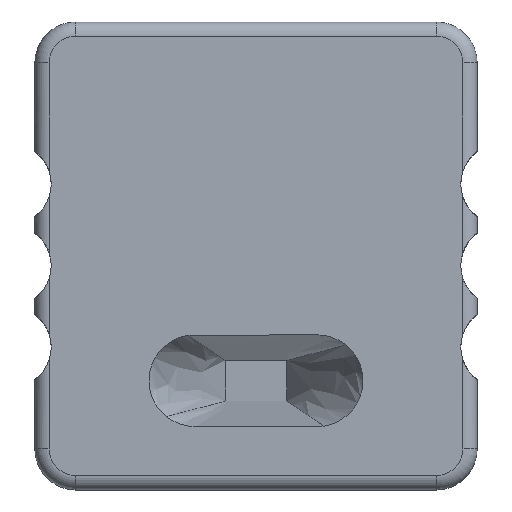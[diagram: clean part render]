
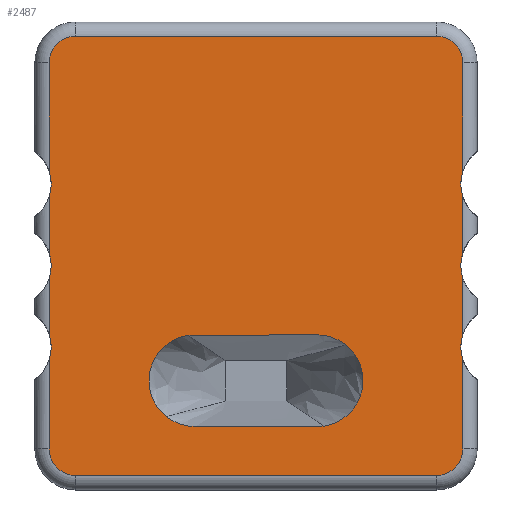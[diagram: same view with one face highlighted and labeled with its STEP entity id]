
A CAD part, top view. The second image highlights one B-rep face of the part: STEP entity #2487.
In plain terms, the highlighted planar face has unit normal (0, 0, 1).
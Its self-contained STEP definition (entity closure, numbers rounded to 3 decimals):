
#31=FACE_BOUND('',#404,.T.);
#49=B_SPLINE_CURVE_WITH_KNOTS('',3,(#4206,#4207,#4208,#4209,#4210,#4211,
#4212,#4213),.UNSPECIFIED.,.F.,.F.,(4,2,2,4),(0.,0.043,0.808,
1.),.UNSPECIFIED.);
#50=B_SPLINE_CURVE_WITH_KNOTS('',3,(#4215,#4216,#4217,#4218,#4219,#4220,
#4221),.UNSPECIFIED.,.F.,.F.,(4,1,1,1,4),(0.,0.286,0.571,
0.786,1.),.UNSPECIFIED.);
#51=B_SPLINE_CURVE_WITH_KNOTS('',3,(#4223,#4224,#4225,#4226,#4227,#4228,
#4229,#4230),.UNSPECIFIED.,.F.,.F.,(4,2,2,4),(0.,0.043,0.808,
1.),.UNSPECIFIED.);
#52=B_SPLINE_CURVE_WITH_KNOTS('',3,(#4231,#4232,#4233,#4234,#4235,#4236,
#4237),.UNSPECIFIED.,.F.,.F.,(4,1,1,1,4),(0.,0.286,0.571,
0.786,1.),.UNSPECIFIED.);
#157=PLANE('',#2698);
#263=FACE_OUTER_BOUND('',#403,.T.);
#403=EDGE_LOOP('',(#2068,#2069,#2070,#2071,#2072,#2073,#2074,#2075,#2076,
#2077,#2078,#2079,#2080,#2081,#2082,#2083,#2084,#2085,#2086,#2087));
#404=EDGE_LOOP('',(#2088,#2089,#2090,#2091));
#536=CIRCLE('',#2696,2.);
#538=CIRCLE('',#2699,2.);
#539=CIRCLE('',#2700,1.3);
#540=CIRCLE('',#2701,1.3);
#541=CIRCLE('',#2702,2.);
#542=CIRCLE('',#2703,2.);
#543=CIRCLE('',#2704,2.);
#544=CIRCLE('',#2705,1.3);
#545=CIRCLE('',#2706,1.3);
#546=CIRCLE('',#2707,2.);
#715=LINE('',#4144,#948);
#718=LINE('',#4172,#951);
#719=LINE('',#4176,#952);
#720=LINE('',#4180,#953);
#721=LINE('',#4184,#954);
#722=LINE('',#4188,#955);
#723=LINE('',#4192,#956);
#724=LINE('',#4196,#957);
#725=LINE('',#4200,#958);
#726=LINE('',#4203,#959);
#948=VECTOR('',#3221,10.);
#951=VECTOR('',#3234,10.);
#952=VECTOR('',#3237,10.);
#953=VECTOR('',#3240,10.);
#954=VECTOR('',#3243,10.);
#955=VECTOR('',#3246,10.);
#956=VECTOR('',#3249,10.);
#957=VECTOR('',#3252,10.);
#958=VECTOR('',#3255,10.);
#959=VECTOR('',#3258,10.);
#1189=VERTEX_POINT('',#4111);
#1192=VERTEX_POINT('',#4129);
#1193=VERTEX_POINT('',#4146);
#1197=VERTEX_POINT('',#4169);
#1198=VERTEX_POINT('',#4171);
#1199=VERTEX_POINT('',#4173);
#1200=VERTEX_POINT('',#4175);
#1201=VERTEX_POINT('',#4177);
#1202=VERTEX_POINT('',#4179);
#1203=VERTEX_POINT('',#4181);
#1204=VERTEX_POINT('',#4183);
#1205=VERTEX_POINT('',#4185);
#1206=VERTEX_POINT('',#4187);
#1207=VERTEX_POINT('',#4189);
#1208=VERTEX_POINT('',#4191);
#1209=VERTEX_POINT('',#4193);
#1210=VERTEX_POINT('',#4195);
#1211=VERTEX_POINT('',#4197);
#1212=VERTEX_POINT('',#4199);
#1213=VERTEX_POINT('',#4201);
#1214=VERTEX_POINT('',#4204);
#1215=VERTEX_POINT('',#4205);
#1216=VERTEX_POINT('',#4214);
#1217=VERTEX_POINT('',#4222);
#1504=EDGE_CURVE('',#1192,#1189,#715,.T.);
#1505=EDGE_CURVE('',#1193,#1189,#536,.T.);
#1510=EDGE_CURVE('',#1192,#1197,#538,.T.);
#1511=EDGE_CURVE('',#1198,#1197,#718,.T.);
#1512=EDGE_CURVE('',#1199,#1198,#539,.T.);
#1513=EDGE_CURVE('',#1200,#1199,#719,.T.);
#1514=EDGE_CURVE('',#1201,#1200,#540,.T.);
#1515=EDGE_CURVE('',#1202,#1201,#720,.T.);
#1516=EDGE_CURVE('',#1202,#1203,#541,.T.);
#1517=EDGE_CURVE('',#1204,#1203,#721,.T.);
#1518=EDGE_CURVE('',#1204,#1205,#542,.T.);
#1519=EDGE_CURVE('',#1206,#1205,#722,.T.);
#1520=EDGE_CURVE('',#1206,#1207,#543,.T.);
#1521=EDGE_CURVE('',#1208,#1207,#723,.T.);
#1522=EDGE_CURVE('',#1209,#1208,#544,.T.);
#1523=EDGE_CURVE('',#1210,#1209,#724,.T.);
#1524=EDGE_CURVE('',#1211,#1210,#545,.T.);
#1525=EDGE_CURVE('',#1212,#1211,#725,.T.);
#1526=EDGE_CURVE('',#1212,#1213,#546,.T.);
#1527=EDGE_CURVE('',#1193,#1213,#726,.T.);
#1528=EDGE_CURVE('',#1214,#1215,#49,.T.);
#1529=EDGE_CURVE('',#1215,#1216,#50,.T.);
#1530=EDGE_CURVE('',#1216,#1217,#51,.T.);
#1531=EDGE_CURVE('',#1217,#1214,#52,.T.);
#2068=ORIENTED_EDGE('',*,*,#1504,.F.);
#2069=ORIENTED_EDGE('',*,*,#1510,.T.);
#2070=ORIENTED_EDGE('',*,*,#1511,.F.);
#2071=ORIENTED_EDGE('',*,*,#1512,.F.);
#2072=ORIENTED_EDGE('',*,*,#1513,.F.);
#2073=ORIENTED_EDGE('',*,*,#1514,.F.);
#2074=ORIENTED_EDGE('',*,*,#1515,.F.);
#2075=ORIENTED_EDGE('',*,*,#1516,.T.);
#2076=ORIENTED_EDGE('',*,*,#1517,.F.);
#2077=ORIENTED_EDGE('',*,*,#1518,.T.);
#2078=ORIENTED_EDGE('',*,*,#1519,.F.);
#2079=ORIENTED_EDGE('',*,*,#1520,.T.);
#2080=ORIENTED_EDGE('',*,*,#1521,.F.);
#2081=ORIENTED_EDGE('',*,*,#1522,.F.);
#2082=ORIENTED_EDGE('',*,*,#1523,.F.);
#2083=ORIENTED_EDGE('',*,*,#1524,.F.);
#2084=ORIENTED_EDGE('',*,*,#1525,.F.);
#2085=ORIENTED_EDGE('',*,*,#1526,.T.);
#2086=ORIENTED_EDGE('',*,*,#1527,.F.);
#2087=ORIENTED_EDGE('',*,*,#1505,.T.);
#2088=ORIENTED_EDGE('',*,*,#1528,.T.);
#2089=ORIENTED_EDGE('',*,*,#1529,.T.);
#2090=ORIENTED_EDGE('',*,*,#1530,.T.);
#2091=ORIENTED_EDGE('',*,*,#1531,.T.);
#2487=ADVANCED_FACE('',(#263,#31),#157,.T.);
#2696=AXIS2_PLACEMENT_3D('',#4147,#3224,#3225);
#2698=AXIS2_PLACEMENT_3D('',#4168,#3230,#3231);
#2699=AXIS2_PLACEMENT_3D('',#4170,#3232,#3233);
#2700=AXIS2_PLACEMENT_3D('',#4174,#3235,#3236);
#2701=AXIS2_PLACEMENT_3D('',#4178,#3238,#3239);
#2702=AXIS2_PLACEMENT_3D('',#4182,#3241,#3242);
#2703=AXIS2_PLACEMENT_3D('',#4186,#3244,#3245);
#2704=AXIS2_PLACEMENT_3D('',#4190,#3247,#3248);
#2705=AXIS2_PLACEMENT_3D('',#4194,#3250,#3251);
#2706=AXIS2_PLACEMENT_3D('',#4198,#3253,#3254);
#2707=AXIS2_PLACEMENT_3D('',#4202,#3256,#3257);
#3221=DIRECTION('',(0.,1.,0.));
#3224=DIRECTION('center_axis',(0.,0.,
-1.));
#3225=DIRECTION('ref_axis',(-1.,0.,0.));
#3230=DIRECTION('center_axis',(0.,0.,
1.));
#3231=DIRECTION('ref_axis',(1.,0.,0.));
#3232=DIRECTION('center_axis',(0.,0.,
-1.));
#3233=DIRECTION('ref_axis',(-1.,0.,0.));
#3234=DIRECTION('',(0.,1.,0.));
#3235=DIRECTION('center_axis',(0.,0.,
-1.));
#3236=DIRECTION('ref_axis',(-0.707,-0.707,0.));
#3237=DIRECTION('',(-1.,0.,0.));
#3238=DIRECTION('center_axis',(0.,0.,
-1.));
#3239=DIRECTION('ref_axis',(0.707,-0.707,0.));
#3240=DIRECTION('',(0.,-1.,0.));
#3241=DIRECTION('center_axis',(0.,0.,
-1.));
#3242=DIRECTION('ref_axis',(-1.,0.,0.));
#3243=DIRECTION('',(0.,-1.,0.));
#3244=DIRECTION('center_axis',(0.,0.,
-1.));
#3245=DIRECTION('ref_axis',(-1.,0.,0.));
#3246=DIRECTION('',(0.,-1.,0.));
#3247=DIRECTION('center_axis',(0.,0.,
-1.));
#3248=DIRECTION('ref_axis',(-1.,0.,0.));
#3249=DIRECTION('',(0.,-1.,0.));
#3250=DIRECTION('center_axis',(0.,0.,
-1.));
#3251=DIRECTION('ref_axis',(0.707,0.707,0.));
#3252=DIRECTION('',(1.,0.,0.));
#3253=DIRECTION('center_axis',(0.,0.,
-1.));
#3254=DIRECTION('ref_axis',(-0.707,0.707,0.));
#3255=DIRECTION('',(0.,1.,0.));
#3256=DIRECTION('center_axis',(0.,0.,
-1.));
#3257=DIRECTION('ref_axis',(-1.,0.,0.));
#3258=DIRECTION('',(0.,1.,0.));
#4111=CARTESIAN_POINT('',(-10.15,-0.974,7.11));
#4129=CARTESIAN_POINT('',(-10.15,-3.726,7.11));
#4144=CARTESIAN_POINT('',(-10.15,4.863,7.11));
#4146=CARTESIAN_POINT('',(-10.15,0.274,7.11));
#4147=CARTESIAN_POINT('Origin',(-12.05,-0.35,7.11));
#4168=CARTESIAN_POINT('Origin',(0.,0.125,7.11));
#4169=CARTESIAN_POINT('',(-10.15,-4.974,7.11));
#4170=CARTESIAN_POINT('Origin',(-12.05,-4.35,7.11));
#4171=CARTESIAN_POINT('',(-10.15,-9.35,7.11));
#4172=CARTESIAN_POINT('',(-10.15,4.863,7.11));
#4173=CARTESIAN_POINT('',(-8.85,-10.65,7.11));
#4174=CARTESIAN_POINT('Origin',(-8.85,-9.35,7.11));
#4175=CARTESIAN_POINT('',(8.85,-10.65,7.11));
#4176=CARTESIAN_POINT('',(-4.425,-10.65,7.11));
#4177=CARTESIAN_POINT('',(10.15,-9.35,7.11));
#4178=CARTESIAN_POINT('Origin',(8.85,-9.35,7.11));
#4179=CARTESIAN_POINT('',(10.15,-4.974,7.11));
#4180=CARTESIAN_POINT('',(10.15,-4.613,7.11));
#4181=CARTESIAN_POINT('',(10.15,-3.726,7.11));
#4182=CARTESIAN_POINT('Origin',(12.05,-4.35,7.11));
#4183=CARTESIAN_POINT('',(10.15,-0.974,7.11));
#4184=CARTESIAN_POINT('',(10.15,-4.613,7.11));
#4185=CARTESIAN_POINT('',(10.15,0.274,7.11));
#4186=CARTESIAN_POINT('Origin',(12.05,-0.35,7.11));
#4187=CARTESIAN_POINT('',(10.15,3.026,7.11));
#4188=CARTESIAN_POINT('',(10.15,-4.613,7.11));
#4189=CARTESIAN_POINT('',(10.15,4.274,7.11));
#4190=CARTESIAN_POINT('Origin',(12.05,3.65,7.11));
#4191=CARTESIAN_POINT('',(10.15,9.6,7.11));
#4192=CARTESIAN_POINT('',(10.15,-4.613,7.11));
#4193=CARTESIAN_POINT('',(8.85,10.9,7.11));
#4194=CARTESIAN_POINT('Origin',(8.85,9.6,7.11));
#4195=CARTESIAN_POINT('',(-8.85,10.9,7.11));
#4196=CARTESIAN_POINT('',(4.425,10.9,7.11));
#4197=CARTESIAN_POINT('',(-10.15,9.6,7.11));
#4198=CARTESIAN_POINT('Origin',(-8.85,9.6,7.11));
#4199=CARTESIAN_POINT('',(-10.15,4.274,7.11));
#4200=CARTESIAN_POINT('',(-10.15,4.863,7.11));
#4201=CARTESIAN_POINT('',(-10.15,3.026,7.11));
#4202=CARTESIAN_POINT('Origin',(-12.05,3.65,7.11));
#4203=CARTESIAN_POINT('',(-10.15,4.863,7.11));
#4204=CARTESIAN_POINT('',(-3.337,-3.775,7.11));
#4205=CARTESIAN_POINT('',(4.394,-4.234,7.11));
#4206=CARTESIAN_POINT('Ctrl Pts',(-3.337,-3.775,7.11));
#4207=CARTESIAN_POINT('Ctrl Pts',(-3.225,-3.758,7.11));
#4208=CARTESIAN_POINT('Ctrl Pts',(-3.113,-3.75,7.11));
#4209=CARTESIAN_POINT('Ctrl Pts',(-1.,-3.75,7.11));
#4210=CARTESIAN_POINT('Ctrl Pts',(0.999,-3.752,7.11));
#4211=CARTESIAN_POINT('Ctrl Pts',(3.501,-3.749,7.11));
#4212=CARTESIAN_POINT('Ctrl Pts',(4.,-3.923,7.11));
#4213=CARTESIAN_POINT('Ctrl Pts',(4.394,-4.234,7.11));
#4214=CARTESIAN_POINT('',(3.337,-8.225,7.11));
#4215=CARTESIAN_POINT('Ctrl Pts',(4.394,-4.234,7.11));
#4216=CARTESIAN_POINT('Ctrl Pts',(4.784,-4.542,7.11));
#4217=CARTESIAN_POINT('Ctrl Pts',(5.353,-5.427,7.11));
#4218=CARTESIAN_POINT('Ctrl Pts',(5.218,-6.866,7.11));
#4219=CARTESIAN_POINT('Ctrl Pts',(4.415,-7.869,7.11));
#4220=CARTESIAN_POINT('Ctrl Pts',(3.706,-8.169,7.11));
#4221=CARTESIAN_POINT('Ctrl Pts',(3.337,-8.225,7.11));
#4222=CARTESIAN_POINT('',(-4.394,-7.766,7.11));
#4223=CARTESIAN_POINT('Ctrl Pts',(3.337,-8.225,7.11));
#4224=CARTESIAN_POINT('Ctrl Pts',(3.225,-8.242,7.11));
#4225=CARTESIAN_POINT('Ctrl Pts',(3.113,-8.25,7.11));
#4226=CARTESIAN_POINT('Ctrl Pts',(1.,-8.25,7.11));
#4227=CARTESIAN_POINT('Ctrl Pts',(-0.999,-8.248,
7.11));
#4228=CARTESIAN_POINT('Ctrl Pts',(-3.501,-8.25,7.11));
#4229=CARTESIAN_POINT('Ctrl Pts',(-4.,-8.077,7.11));
#4230=CARTESIAN_POINT('Ctrl Pts',(-4.394,-7.766,7.11));
#4231=CARTESIAN_POINT('Ctrl Pts',(-4.394,-7.766,7.11));
#4232=CARTESIAN_POINT('Ctrl Pts',(-4.784,-7.458,7.11));
#4233=CARTESIAN_POINT('Ctrl Pts',(-5.353,-6.573,7.11));
#4234=CARTESIAN_POINT('Ctrl Pts',(-5.218,-5.134,7.11));
#4235=CARTESIAN_POINT('Ctrl Pts',(-4.415,-4.131,7.11));
#4236=CARTESIAN_POINT('Ctrl Pts',(-3.706,-3.831,7.11));
#4237=CARTESIAN_POINT('Ctrl Pts',(-3.337,-3.775,7.11));
